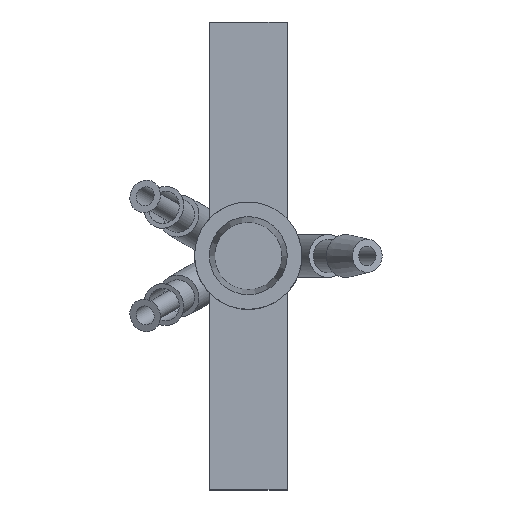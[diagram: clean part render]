
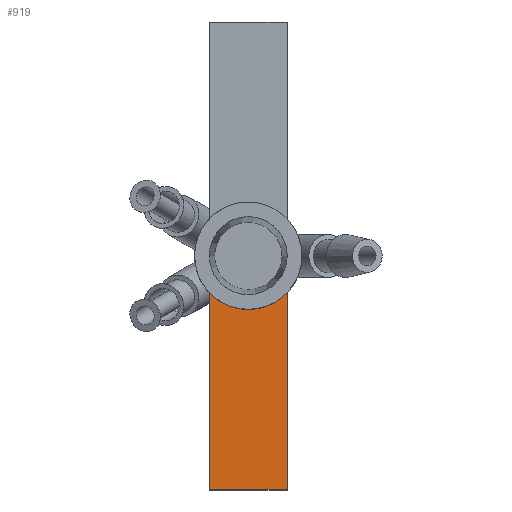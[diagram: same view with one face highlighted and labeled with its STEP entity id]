
A CAD part, top view. The second image highlights one B-rep face of the part: STEP entity #919.
In plain terms, the highlighted planar face has unit normal (0, 0, 1).
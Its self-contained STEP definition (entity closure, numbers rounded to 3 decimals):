
#117=PLANE('',#1048);
#173=FACE_OUTER_BOUND('',#240,.T.);
#240=EDGE_LOOP('',(#808,#809,#810,#811));
#297=LINE('',#1873,#348);
#298=LINE('',#1875,#349);
#299=LINE('',#1876,#350);
#348=VECTOR('',#1315,10.);
#349=VECTOR('',#1316,10.);
#350=VECTOR('',#1317,10.);
#394=CIRCLE('',#1049,5.5);
#472=VERTEX_POINT('',#1869);
#473=VERTEX_POINT('',#1870);
#474=VERTEX_POINT('',#1872);
#475=VERTEX_POINT('',#1874);
#592=EDGE_CURVE('',#472,#473,#394,.T.);
#593=EDGE_CURVE('',#474,#472,#297,.T.);
#594=EDGE_CURVE('',#475,#474,#298,.T.);
#595=EDGE_CURVE('',#475,#473,#299,.T.);
#808=ORIENTED_EDGE('',*,*,#592,.F.);
#809=ORIENTED_EDGE('',*,*,#593,.F.);
#810=ORIENTED_EDGE('',*,*,#594,.F.);
#811=ORIENTED_EDGE('',*,*,#595,.T.);
#919=ADVANCED_FACE('',(#173),#117,.T.);
#1048=AXIS2_PLACEMENT_3D('',#1868,#1311,#1312);
#1049=AXIS2_PLACEMENT_3D('',#1871,#1313,#1314);
#1311=DIRECTION('center_axis',(0.,0.,1.));
#1312=DIRECTION('ref_axis',(1.,0.,0.));
#1313=DIRECTION('center_axis',(0.,0.,1.));
#1314=DIRECTION('ref_axis',(1.,0.,0.));
#1315=DIRECTION('',(0.,1.,0.));
#1316=DIRECTION('',(-1.,0.,0.));
#1317=DIRECTION('',(0.,1.,0.));
#1868=CARTESIAN_POINT('Origin',(-4.,0.,-15.));
#1869=CARTESIAN_POINT('',(-4.,-3.775,-15.));
#1870=CARTESIAN_POINT('',(4.,-3.775,-15.));
#1871=CARTESIAN_POINT('Origin',(0.,0.,-15.));
#1872=CARTESIAN_POINT('',(-4.,-24.,-15.));
#1873=CARTESIAN_POINT('',(-4.,0.,-15.));
#1874=CARTESIAN_POINT('',(4.,-24.,-15.));
#1875=CARTESIAN_POINT('',(0.,-24.,-15.));
#1876=CARTESIAN_POINT('',(4.,0.,-15.));
